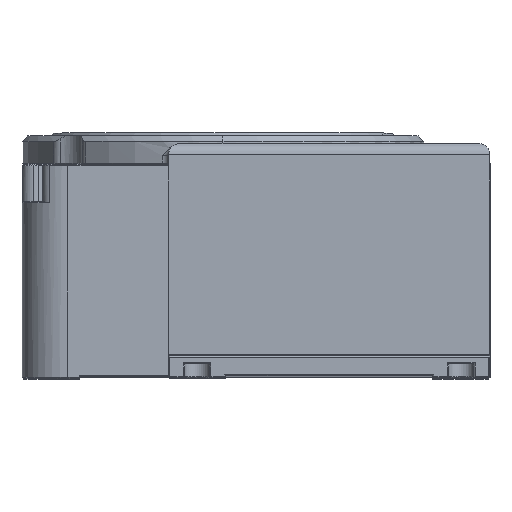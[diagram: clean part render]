
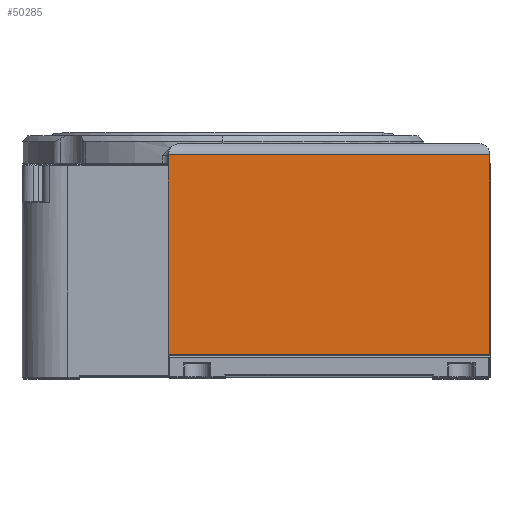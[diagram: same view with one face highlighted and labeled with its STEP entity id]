
A CAD part, top view. The second image highlights one B-rep face of the part: STEP entity #50285.
In plain terms, the highlighted planar face has unit normal (0, 0, 1).
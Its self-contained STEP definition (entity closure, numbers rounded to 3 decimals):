
#1795 = DIRECTION ( 'NONE',  ( 1., 0., 0. ) ) ;
#2696 = DIRECTION ( 'NONE',  ( 1., 0., 0. ) ) ;
#5333 = DIRECTION ( 'NONE',  ( -1., 0., 0. ) ) ;
#6729 = DIRECTION ( 'NONE',  ( 0., 0., 1. ) ) ;
#7522 = EDGE_CURVE ( 'NONE', #22924, #23369, #36477, .T. ) ;
#11272 = EDGE_LOOP ( 'NONE', ( #14555, #39946, #26520, #56380 ) ) ;
#14555 = ORIENTED_EDGE ( 'NONE', *, *, #32463, .T. ) ;
#16218 = CARTESIAN_POINT ( 'NONE',  ( 40.391, 18.832, 193. ) ) ;
#21121 = AXIS2_PLACEMENT_3D ( 'NONE', #50886, #6729, #2696 ) ;
#22924 = VERTEX_POINT ( 'NONE', #49746 ) ;
#23369 = VERTEX_POINT ( 'NONE', #53168 ) ;
#25340 = EDGE_CURVE ( 'NONE', #36337, #34530, #41328, .T. ) ;
#26520 = ORIENTED_EDGE ( 'NONE', *, *, #40654, .T. ) ;
#28637 = DIRECTION ( 'NONE',  ( 0., 1., 0. ) ) ;
#32463 = EDGE_CURVE ( 'NONE', #23369, #36337, #39001, .T. ) ;
#33273 = FACE_OUTER_BOUND ( 'NONE', #11272, .T. ) ;
#34530 = VERTEX_POINT ( 'NONE', #51139 ) ;
#36185 = CARTESIAN_POINT ( 'NONE',  ( -6.109, 20.332, 193. ) ) ;
#36337 = VERTEX_POINT ( 'NONE', #55800 ) ;
#36477 = LINE ( 'NONE', #36185, #41664 ) ;
#39001 = LINE ( 'NONE', #44199, #40660 ) ;
#39946 = ORIENTED_EDGE ( 'NONE', *, *, #25340, .T. ) ;
#40654 = EDGE_CURVE ( 'NONE', #34530, #22924, #50318, .T. ) ;
#40660 = VECTOR ( 'NONE', #47974, 1000. ) ;
#41328 = LINE ( 'NONE', #49133, #51790 ) ;
#41664 = VECTOR ( 'NONE', #5333, 1000. ) ;
#44199 = CARTESIAN_POINT ( 'NONE',  ( -15.609, 18.832, 193. ) ) ;
#45707 = PLANE ( 'NONE',  #21121 ) ;
#47974 = DIRECTION ( 'NONE',  ( 0., -1., 0. ) ) ;
#49133 = CARTESIAN_POINT ( 'NONE',  ( -6.109, -14.468, 193. ) ) ;
#49746 = CARTESIAN_POINT ( 'NONE',  ( 40.391, 20.332, 193. ) ) ;
#50285 = ADVANCED_FACE ( 'NONE', ( #33273 ), #45707, .T. ) ;
#50318 = LINE ( 'NONE', #16218, #52729 ) ;
#50886 = CARTESIAN_POINT ( 'NONE',  ( -6.109, 18.832, 193. ) ) ;
#51139 = CARTESIAN_POINT ( 'NONE',  ( 40.391, -14.468, 193. ) ) ;
#51790 = VECTOR ( 'NONE', #1795, 1000. ) ;
#52729 = VECTOR ( 'NONE', #28637, 1000. ) ;
#53168 = CARTESIAN_POINT ( 'NONE',  ( -15.609, 20.332, 193. ) ) ;
#55800 = CARTESIAN_POINT ( 'NONE',  ( -15.609, -14.468, 193. ) ) ;
#56380 = ORIENTED_EDGE ( 'NONE', *, *, #7522, .T. ) ;
